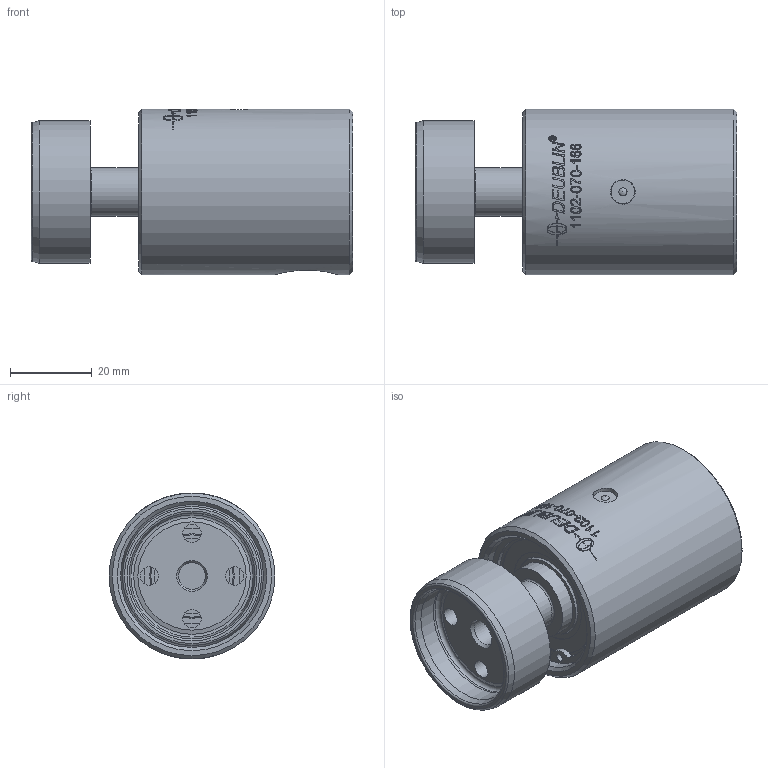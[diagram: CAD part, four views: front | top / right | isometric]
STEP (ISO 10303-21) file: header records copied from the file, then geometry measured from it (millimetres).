
FILE_DESCRIPTION(/* description */ (''),/* implementation_level */ '2;1');
FILE_NAME(/* name */ '1102-070-166-IC.stp',/* time_stamp */ '2020-05-13T16:24:06-05:00',/* author */ ('Moorera'),/* organization */ (''),/* preprocessor_version */ 'ST-DEVELOPER v18.1',/* originating_system */ 'Autodesk Inventor 2020',/* authorisation */ '');
FILE_SCHEMA (('AUTOMOTIVE_DESIGN { 1 0 10303 214 3 1 1 }'));
Products named in the file (1): 1102-070-166-IC
Bounding box: 78.84 x 40.71 x 40.71 mm (x, y, z)
Volume: 72079.9 mm3; surface area: 15685.8 mm2
Topology: 1 solids, 3 shells, 419 faces, 1133 edges, 761 vertices
Faces by surface type: bspline 228, plane 106, cylinder 63, cone 13, torus 8, sphere 1
Full cylindrical faces by diameter (mm): 2.31 x2, 4.5 x4, 5.75 x1, 6 x1, 6.55 x1, 10.719 x1, 12 x1, 18.4 x1, 23.38 x1, 30.01 x1, 30.7 x2, 35 x1, 35.05 x1, 40.71 x1
Entity records: 59132 total; most frequent: CARTESIAN_POINT 49374, ORIENTED_EDGE 2260, DIRECTION 1545, EDGE_CURVE 1130, VERTEX_POINT 761, AXIS2_PLACEMENT_3D 565, EDGE_LOOP 475, FACE_OUTER_BOUND 419
